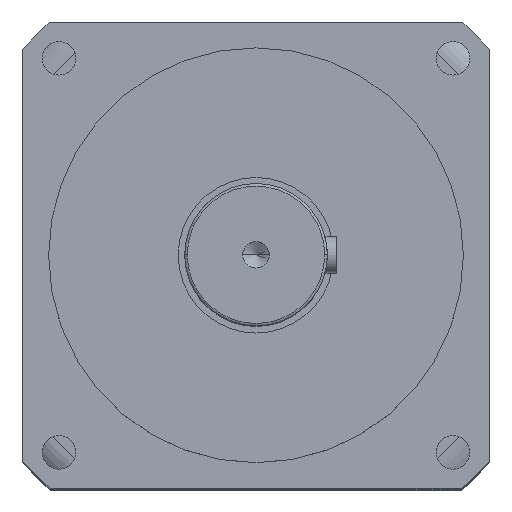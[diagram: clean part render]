
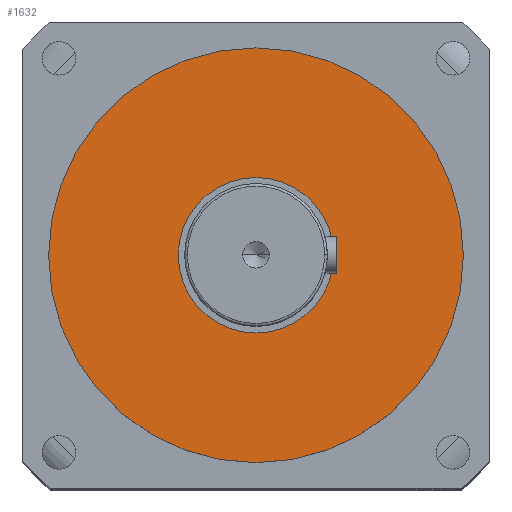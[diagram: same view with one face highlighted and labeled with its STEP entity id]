
A CAD part, top view. The second image highlights one B-rep face of the part: STEP entity #1632.
In plain terms, the highlighted planar face has unit normal (0, 0, 1).
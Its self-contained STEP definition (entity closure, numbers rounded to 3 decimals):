
#232 = CARTESIAN_POINT ( 'NONE',  ( 80., 0., -97. ) ) ;
#260 = DIRECTION ( 'NONE',  ( 1., 0., 0. ) ) ;
#378 = AXIS2_PLACEMENT_3D ( 'NONE', #9255, #4746, #260 ) ;
#482 = VERTEX_POINT ( 'NONE', #2343 ) ;
#533 = AXIS2_PLACEMENT_3D ( 'NONE', #7045, #2510, #7790 ) ;
#678 = FACE_OUTER_BOUND ( 'NONE', #8504, .T. ) ;
#829 = VERTEX_POINT ( 'NONE', #232 ) ;
#1257 = DIRECTION ( 'NONE',  ( 0., 0., 1. ) ) ;
#1632 = ADVANCED_FACE ( 'NONE', ( #4685, #678 ), #3579, .F. ) ;
#1720 = CIRCLE ( 'NONE', #378, 80. ) ;
#1748 = AXIS2_PLACEMENT_3D ( 'NONE', #7342, #4307, #4341 ) ;
#1773 = CARTESIAN_POINT ( 'NONE',  ( 0., 0., -97. ) ) ;
#2279 = VERTEX_POINT ( 'NONE', #8161 ) ;
#2343 = CARTESIAN_POINT ( 'NONE',  ( -30., 0., -97. ) ) ;
#2510 = DIRECTION ( 'NONE',  ( 0., 0., 1. ) ) ;
#2524 = DIRECTION ( 'NONE',  ( 1., 0., 0. ) ) ;
#3043 = CIRCLE ( 'NONE', #4674, 80. ) ;
#3579 = PLANE ( 'NONE',  #1748 ) ;
#3613 = CIRCLE ( 'NONE', #533, 30. ) ;
#3719 = EDGE_CURVE ( 'NONE', #8129, #829, #1720, .T. ) ;
#4307 = DIRECTION ( 'NONE',  ( 0., 0., -1. ) ) ;
#4341 = DIRECTION ( 'NONE',  ( -1., 0., 0. ) ) ;
#4674 = AXIS2_PLACEMENT_3D ( 'NONE', #1773, #7063, #2524 ) ;
#4685 = FACE_BOUND ( 'NONE', #9586, .T. ) ;
#4746 = DIRECTION ( 'NONE',  ( 0., 0., 1. ) ) ;
#4935 = CARTESIAN_POINT ( 'NONE',  ( -80., 0., -97. ) ) ;
#5083 = ORIENTED_EDGE ( 'NONE', *, *, #5984, .F. ) ;
#5796 = CARTESIAN_POINT ( 'NONE',  ( 0., 0., -97. ) ) ;
#5984 = EDGE_CURVE ( 'NONE', #2279, #482, #3613, .T. ) ;
#6549 = DIRECTION ( 'NONE',  ( 1., 0., 0. ) ) ;
#7034 = ORIENTED_EDGE ( 'NONE', *, *, #8238, .F. ) ;
#7045 = CARTESIAN_POINT ( 'NONE',  ( 0., 0., -97. ) ) ;
#7063 = DIRECTION ( 'NONE',  ( 0., 0., 1. ) ) ;
#7190 = CIRCLE ( 'NONE', #7913, 30. ) ;
#7342 = CARTESIAN_POINT ( 'NONE',  ( 0., 0., -97. ) ) ;
#7790 = DIRECTION ( 'NONE',  ( 1., 0., 0. ) ) ;
#7913 = AXIS2_PLACEMENT_3D ( 'NONE', #5796, #1257, #6549 ) ;
#8129 = VERTEX_POINT ( 'NONE', #4935 ) ;
#8161 = CARTESIAN_POINT ( 'NONE',  ( 30., 0., -97. ) ) ;
#8238 = EDGE_CURVE ( 'NONE', #482, #2279, #7190, .T. ) ;
#8484 = ORIENTED_EDGE ( 'NONE', *, *, #3719, .T. ) ;
#8504 = EDGE_LOOP ( 'NONE', ( #9629, #8484 ) ) ;
#8884 = EDGE_CURVE ( 'NONE', #829, #8129, #3043, .T. ) ;
#9255 = CARTESIAN_POINT ( 'NONE',  ( 0., 0., -97. ) ) ;
#9586 = EDGE_LOOP ( 'NONE', ( #5083, #7034 ) ) ;
#9629 = ORIENTED_EDGE ( 'NONE', *, *, #8884, .T. ) ;
